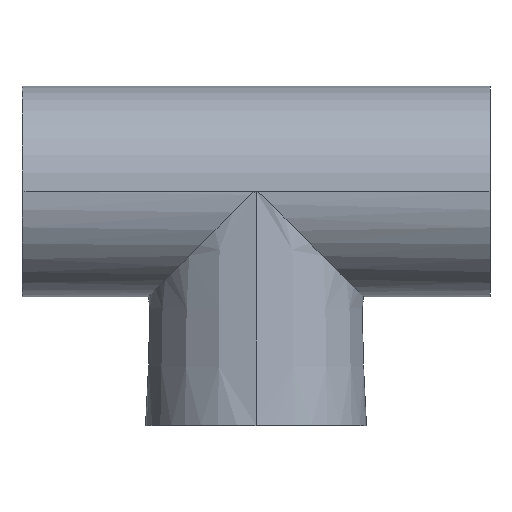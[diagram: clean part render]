
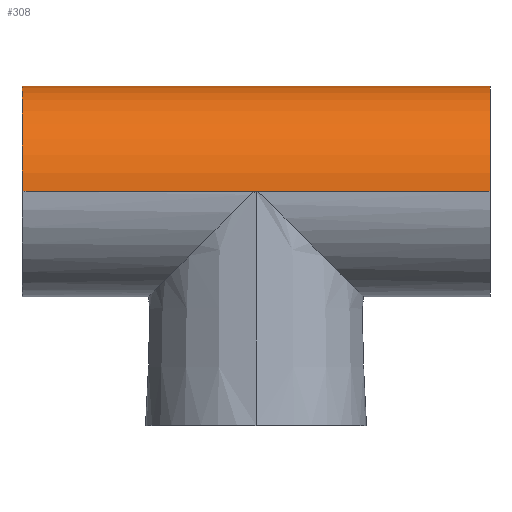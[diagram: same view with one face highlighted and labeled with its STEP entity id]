
A CAD part, top view. The second image highlights one B-rep face of the part: STEP entity #308.
In plain terms, the highlighted cylindrical face has radius 40.5 mm (diameter 81 mm), a partial arc.
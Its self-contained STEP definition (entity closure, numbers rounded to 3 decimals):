
#2 = EDGE_CURVE ( 'NONE', #13, #423, #684, .T. ) ;
#13 = VERTEX_POINT ( 'NONE', #679 ) ;
#23 = CARTESIAN_POINT ( 'NONE',  ( -90., 90., -40.5 ) ) ;
#33 = VERTEX_POINT ( 'NONE', #433 ) ;
#46 = DIRECTION ( 'NONE',  ( 0., 0., -1. ) ) ;
#52 = VECTOR ( 'NONE', #375, 1000. ) ;
#87 = CARTESIAN_POINT ( 'NONE',  ( 0., 90., 40.5 ) ) ;
#115 = DIRECTION ( 'NONE',  ( 0., 0., 1. ) ) ;
#118 = CARTESIAN_POINT ( 'NONE',  ( -90., 90., -40.5 ) ) ;
#134 = EDGE_CURVE ( 'NONE', #473, #33, #443, .T. ) ;
#138 = ORIENTED_EDGE ( 'NONE', *, *, #2, .F. ) ;
#195 = EDGE_CURVE ( 'NONE', #473, #531, #644, .T. ) ;
#209 = DIRECTION ( 'NONE',  ( 1., 0., 0. ) ) ;
#223 = DIRECTION ( 'NONE',  ( 1., 0., 0. ) ) ;
#250 = ORIENTED_EDGE ( 'NONE', *, *, #297, .T. ) ;
#256 = LINE ( 'NONE', #316, #691 ) ;
#263 = DIRECTION ( 'NONE',  ( 1., 0., 0. ) ) ;
#275 = DIRECTION ( 'NONE',  ( 0., 0., -1. ) ) ;
#297 = EDGE_CURVE ( 'NONE', #13, #33, #703, .T. ) ;
#308 = ADVANCED_FACE ( 'NONE', ( #349 ), #465, .T. ) ;
#316 = CARTESIAN_POINT ( 'NONE',  ( -90., 90., 40.5 ) ) ;
#317 = ORIENTED_EDGE ( 'NONE', *, *, #491, .T. ) ;
#320 = EDGE_LOOP ( 'NONE', ( #659, #317, #542, #498, #138, #250, #363 ) ) ;
#334 = DIRECTION ( 'NONE',  ( 1., 0., 0. ) ) ;
#335 = AXIS2_PLACEMENT_3D ( 'NONE', #640, #454, #115 ) ;
#341 = VECTOR ( 'NONE', #263, 1000. ) ;
#349 = FACE_OUTER_BOUND ( 'NONE', #320, .T. ) ;
#363 = ORIENTED_EDGE ( 'NONE', *, *, #134, .F. ) ;
#374 = AXIS2_PLACEMENT_3D ( 'NONE', #637, #582, #653 ) ;
#375 = DIRECTION ( 'NONE',  ( 1., 0., 0. ) ) ;
#383 = EDGE_CURVE ( 'NONE', #390, #448, #256, .T. ) ;
#390 = VERTEX_POINT ( 'NONE', #87 ) ;
#423 = VERTEX_POINT ( 'NONE', #747 ) ;
#432 = CARTESIAN_POINT ( 'NONE',  ( -90., 90., 40.5 ) ) ;
#433 = CARTESIAN_POINT ( 'NONE',  ( -0.001, 90., -40.5 ) ) ;
#442 = LINE ( 'NONE', #432, #52 ) ;
#443 = LINE ( 'NONE', #118, #477 ) ;
#448 = VERTEX_POINT ( 'NONE', #551 ) ;
#454 = DIRECTION ( 'NONE',  ( 0., 1., 0. ) ) ;
#458 = CIRCLE ( 'NONE', #374, 40.5 ) ;
#462 = CARTESIAN_POINT ( 'NONE',  ( -90., 90., 0. ) ) ;
#465 = CYLINDRICAL_SURFACE ( 'NONE', #509, 40.5 ) ;
#473 = VERTEX_POINT ( 'NONE', #23 ) ;
#477 = VECTOR ( 'NONE', #223, 1000. ) ;
#491 = EDGE_CURVE ( 'NONE', #531, #390, #442, .T. ) ;
#498 = ORIENTED_EDGE ( 'NONE', *, *, #742, .F. ) ;
#503 = CARTESIAN_POINT ( 'NONE',  ( -90., 90., 40.5 ) ) ;
#509 = AXIS2_PLACEMENT_3D ( 'NONE', #462, #334, #46 ) ;
#513 = CARTESIAN_POINT ( 'NONE',  ( -90., 90., 0. ) ) ;
#531 = VERTEX_POINT ( 'NONE', #503 ) ;
#542 = ORIENTED_EDGE ( 'NONE', *, *, #383, .T. ) ;
#551 = CARTESIAN_POINT ( 'NONE',  ( 90., 90., 40.5 ) ) ;
#582 = DIRECTION ( 'NONE',  ( 1., 0., 0. ) ) ;
#637 = CARTESIAN_POINT ( 'NONE',  ( 90., 90., 0. ) ) ;
#640 = CARTESIAN_POINT ( 'NONE',  ( 0., 90., 0. ) ) ;
#643 = DIRECTION ( 'NONE',  ( 1., 0., 0. ) ) ;
#644 = CIRCLE ( 'NONE', #748, 40.5 ) ;
#653 = DIRECTION ( 'NONE',  ( 0., 0., -1. ) ) ;
#659 = ORIENTED_EDGE ( 'NONE', *, *, #195, .T. ) ;
#679 = CARTESIAN_POINT ( 'NONE',  ( 0., 90., -40.5 ) ) ;
#684 = LINE ( 'NONE', #752, #341 ) ;
#691 = VECTOR ( 'NONE', #209, 1000. ) ;
#703 = CIRCLE ( 'NONE', #335, 40.5 ) ;
#742 = EDGE_CURVE ( 'NONE', #423, #448, #458, .T. ) ;
#747 = CARTESIAN_POINT ( 'NONE',  ( 90., 90., -40.5 ) ) ;
#748 = AXIS2_PLACEMENT_3D ( 'NONE', #513, #643, #275 ) ;
#752 = CARTESIAN_POINT ( 'NONE',  ( -90., 90., -40.5 ) ) ;
